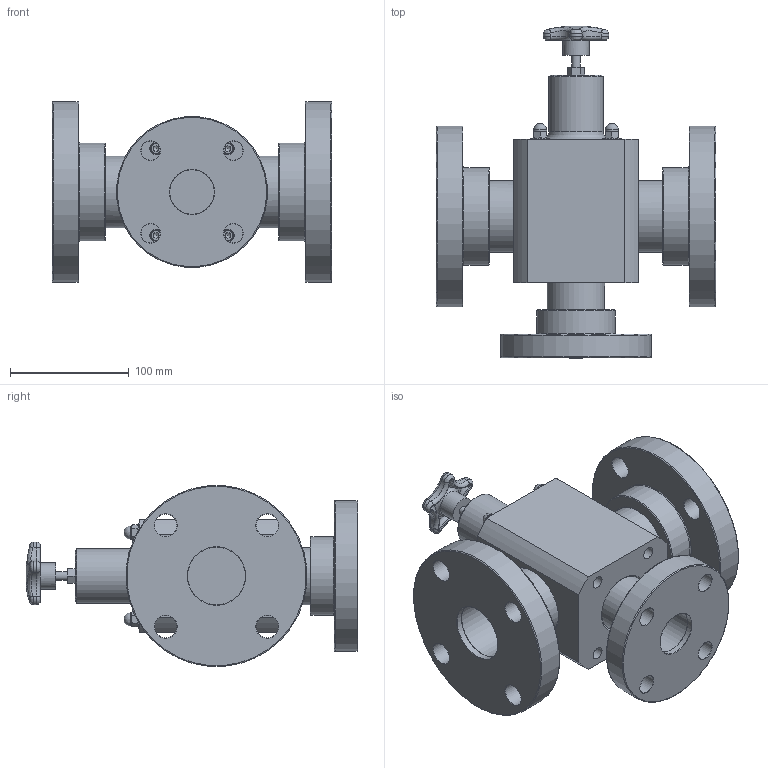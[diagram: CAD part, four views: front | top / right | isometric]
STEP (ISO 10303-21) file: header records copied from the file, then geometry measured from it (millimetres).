
FILE_DESCRIPTION((''),'2;1');
FILE_NAME('TVPF20-PVC_R0.stp','2017-07-25T09:53:09',('salesdesk5'),(''),'Autodesk Inventor 2009','Autodesk Inventor 2009','');
FILE_SCHEMA(('AUTOMOTIVE_DESIGN { 1 0 10303 214 1 1 1 1 }'));
Length unit declared in the file: inch
Products named in the file (1): TVPF20-PVC_R0
Bounding box: 234.95 x 278.93 x 151.82 mm (x, y, z)
Volume: 2304982 mm3; surface area: 311447.9 mm2
Topology: 1 solids, 8 shells, 441 faces, 1007 edges, 616 vertices
Faces by surface type: plane 162, bspline 112, cylinder 79, torus 54, cone 17, sphere 17
Full cylindrical faces by diameter (mm): 4.445 x4, 7.442 x1, 9.525 x4, 10.998 x4, 15.875 x4, 16.002 x4, 18.923 x8, 19.558 x2, 22.098 x1, 27.33 x1, 37.49 x1, 38.1 x1, 45.72 x1, 47.142 x1, 48.26 x1, 48.59 x2, 49.251 x2, 60.325 x2, 66.548 x1, 82.398 x2, 127 x1, 152.4 x2
Entity records: 16550 total; most frequent: CARTESIAN_POINT 7330, DIRECTION 1734, ORIENTED_EDGE 1726, EDGE_CURVE 863, AXIS2_PLACEMENT_3D 760, EDGE_LOOP 629, VERTEX_POINT 600, FACE_OUTER_BOUND 441
